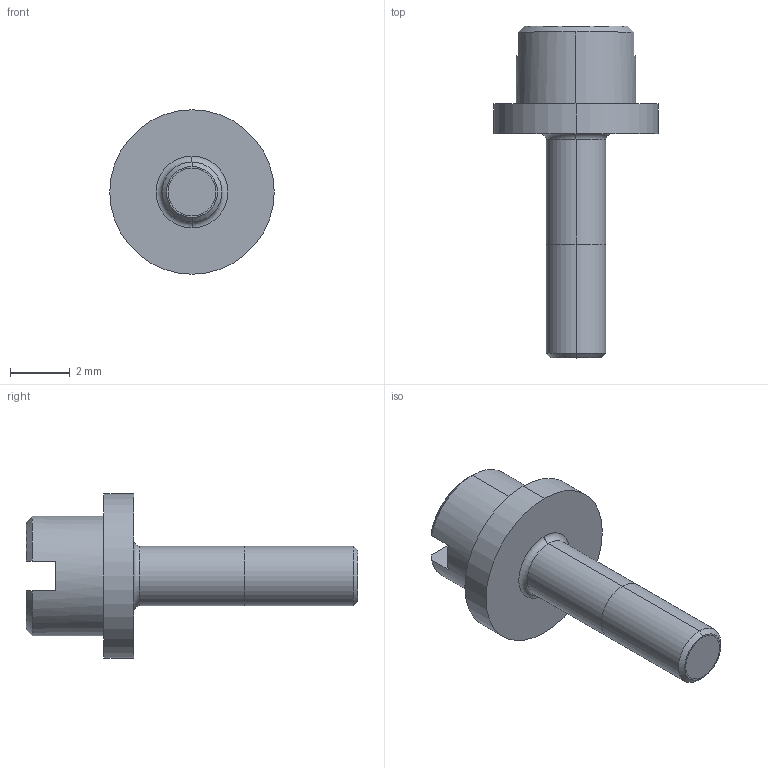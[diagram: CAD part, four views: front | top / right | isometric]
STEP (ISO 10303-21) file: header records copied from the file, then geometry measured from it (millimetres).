
FILE_DESCRIPTION((''),'2;1');
FILE_NAME('IC_021_P_183','2023-06-14T12:48:49',('lprotopapa'),(''),'CREO PARAMETRIC BY PTC INC, 2022284','CREO PARAMETRIC BY PTC INC, 2022284','');
FILE_SCHEMA(('CONFIG_CONTROL_DESIGN'));
Length unit declared in the file: millimetre
Products named in the file (1): IC_021_P_183
Bounding box: 5.5 x 11.1 x 5.5 mm (x, y, z)
Volume: 75.8 mm3; surface area: 168.1 mm2
Topology: 1 solids, 2 shells, 23 faces, 52 edges, 34 vertices
Faces by surface type: plane 9, cylinder 8, cone 4, torus 2
Entity records: 716 total; most frequent: CARTESIAN_POINT 130, DIRECTION 126, ORIENTED_EDGE 100, AXIS2_PLACEMENT_3D 54, EDGE_CURVE 52, VERTEX_POINT 34, CIRCLE 30, EDGE_LOOP 26
